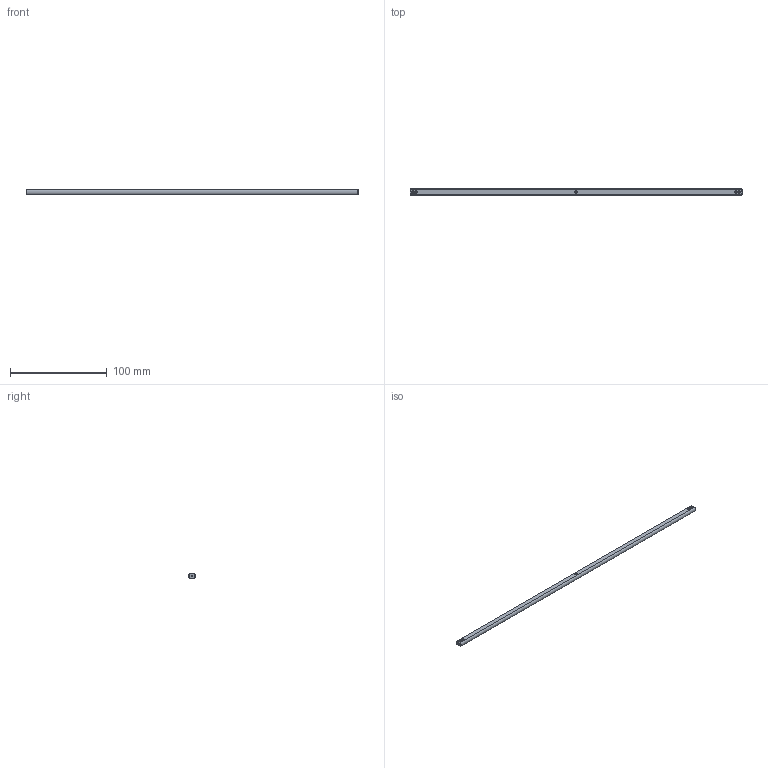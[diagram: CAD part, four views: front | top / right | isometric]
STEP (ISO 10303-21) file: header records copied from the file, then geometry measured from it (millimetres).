
FILE_DESCRIPTION(('FreeCAD Model'),'2;1');
FILE_NAME('Open CASCADE Shape Model','2024-02-05T00:01:16',(''),(''), 'Open CASCADE STEP processor 7.6','FreeCAD','Unknown');
FILE_SCHEMA(('AUTOMOTIVE_DESIGN { 1 0 10303 214 1 1 1 1 }'));
Length unit declared in the file: millimetre
Products named in the file (1): Shaft PLN BU27.50 - SPN-SFT-0110 (stemfie.org)
Bounding box: 343.75 x 6.6 x 5 mm (x, y, z)
Volume: 9001.3 mm3; surface area: 9104.3 mm2
Topology: 1 solids, 1 shells, 484 faces, 1354 edges, 892 vertices
Faces by surface type: plane 316, extrusion 132, cylinder 20, cone 16
Full cylindrical faces by diameter (mm): 2 x14
Entity records: 33630 total; most frequent: CARTESIAN_POINT 7403, DIRECTION 4352, VECTOR 3462, LINE 3330, ORIENTED_EDGE 2708, PCURVE 2708, DEFINITIONAL_REPRESENTATION 2708, EDGE_CURVE 1354
